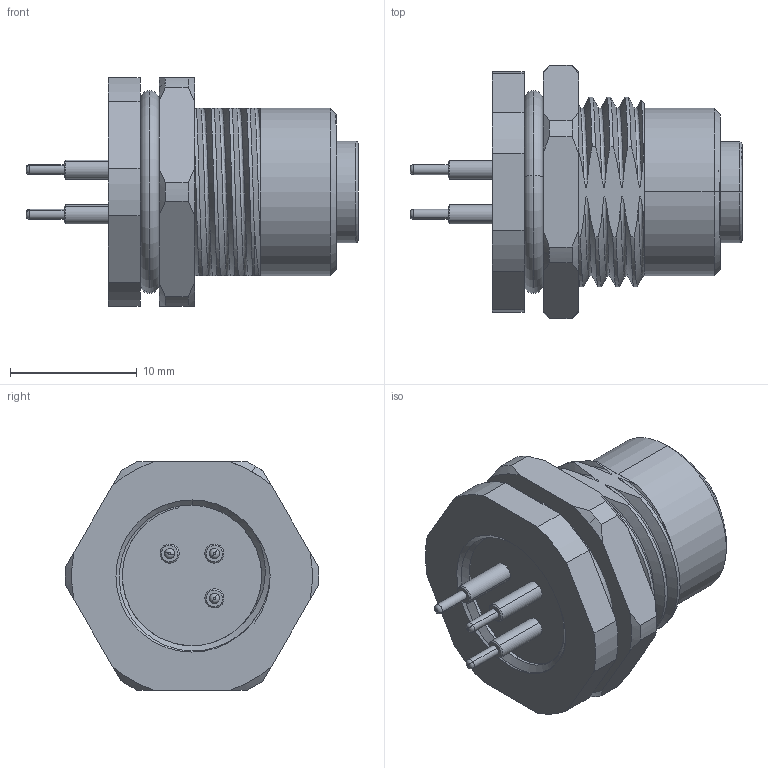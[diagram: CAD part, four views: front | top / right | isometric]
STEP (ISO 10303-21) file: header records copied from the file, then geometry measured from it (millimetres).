
FILE_DESCRIPTION (( 'STEP AP203' ), '1' );
FILE_NAME ('54-00234.STEP', '2020-10-15T17:21:00', ( '' ), ( '' ), 'SwSTEP 2.0', 'SolidWorks 2015', '' );
FILE_SCHEMA (( 'CONFIG_CONTROL_DESIGN' ));
Length unit declared in the file: millimetre
Products named in the file (7): 54-00234; 54-00234-02___; 54-00234-05___; 54-00234-01___; 54-00234-04___; 54-00234-03___; 54-00234-06___
Assembly tree (8 placements, depth 2):
  54-00234
    54-00234-01___
    54-00234-02___
    54-00234-03___  x3
    54-00234-06___
    54-00234-05___
    54-00234-04___
Bounding box: 26.2 x 19.99 x 18 mm (x, y, z)
Volume: 2854.4 mm3; surface area: 5042.2 mm2
Topology: 8 solids, 8 shells, 334 faces, 863 edges, 552 vertices
Faces by surface type: cylinder 133, plane 81, cone 47, bspline 44, torus 29
Entity records: 22768 total; most frequent: CARTESIAN_POINT 15916, ORIENTED_EDGE 1426, DIRECTION 1123, EDGE_CURVE 713, VERTEX_POINT 462, AXIS2_PLACEMENT_3D 445, EDGE_LOOP 291, FACE_OUTER_BOUND 270
